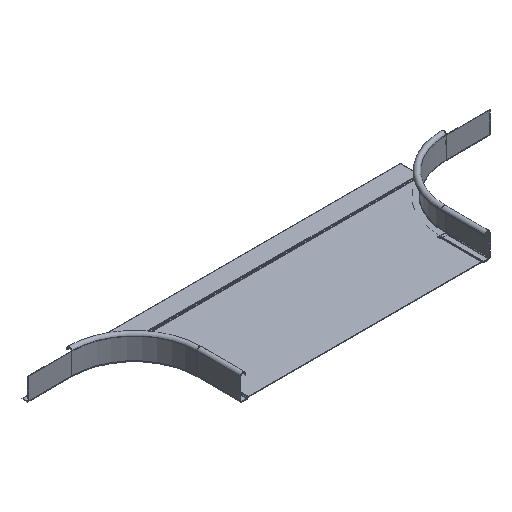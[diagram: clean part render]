
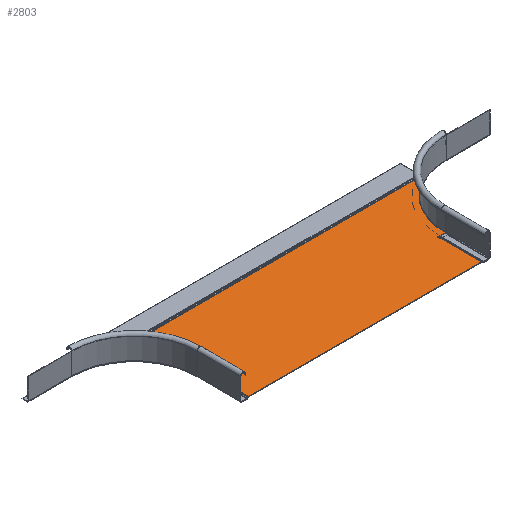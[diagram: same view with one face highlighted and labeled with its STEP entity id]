
A CAD part, isometric view. The second image highlights one B-rep face of the part: STEP entity #2803.
In plain terms, the highlighted planar face has unit normal (0, 0, 1).
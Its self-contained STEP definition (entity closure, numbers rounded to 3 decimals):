
#1949=DIRECTION('',(0.,1.,0.));
#1950=VECTOR('',#1949,100.);
#1951=CARTESIAN_POINT('',(280.214,0.,1.5));
#1952=LINE('',#1951,#1950);
#1953=DIRECTION('',(1.,0.,0.));
#1954=VECTOR('',#1953,560.429);
#1955=CARTESIAN_POINT('',(-280.214,0.,1.5));
#1956=LINE('',#1955,#1954);
#1957=DIRECTION('',(-1.,0.,0.));
#1958=VECTOR('',#1957,0.714);
#1959=CARTESIAN_POINT('',(-279.5,100.,1.5));
#1960=LINE('',#1959,#1958);
#1961=DIRECTION('',(0.,-1.,0.));
#1962=VECTOR('',#1961,5.);
#1963=CARTESIAN_POINT('',(-279.5,105.,1.5));
#1964=LINE('',#1963,#1962);
#1965=DIRECTION('',(1.,0.,0.));
#1966=VECTOR('',#1965,18.);
#1967=CARTESIAN_POINT('',(-297.5,105.,1.5));
#1968=LINE('',#1967,#1966);
#1969=CARTESIAN_POINT('',(-450.,105.,1.5));
#1970=DIRECTION('',(0.,0.,-1.));
#1971=DIRECTION('',(0.426,0.905,0.));
#1972=AXIS2_PLACEMENT_3D('',#1969,#1970,#1971);
#1974=DIRECTION('',(0.,-1.,0.));
#1975=VECTOR('',#1974,8.511);
#1976=CARTESIAN_POINT('',(-385.,251.464,1.5));
#1977=LINE('',#1976,#1975);
#1978=CARTESIAN_POINT('',(450.,105.,1.5));
#1979=DIRECTION('',(0.,0.,-1.));
#1980=DIRECTION('',(-1.,0.,0.));
#1981=AXIS2_PLACEMENT_3D('',#1978,#1979,#1980);
#2069=DIRECTION('',(0.,-1.,0.));
#2070=VECTOR('',#2069,100.);
#2071=CARTESIAN_POINT('',(-280.214,100.,1.5));
#2072=LINE('',#2071,#2070);
#2303=DIRECTION('',(0.,-1.,0.));
#2304=VECTOR('',#2303,8.511);
#2305=CARTESIAN_POINT('',(385.,251.464,1.5));
#2306=LINE('',#2305,#2304);
#2319=DIRECTION('',(-1.,0.,0.));
#2320=VECTOR('',#2319,18.);
#2321=CARTESIAN_POINT('',(297.5,105.,1.5));
#2322=LINE('',#2321,#2320);
#2327=DIRECTION('',(0.,-1.,0.));
#2328=VECTOR('',#2327,5.);
#2329=CARTESIAN_POINT('',(279.5,105.,1.5));
#2330=LINE('',#2329,#2328);
#2339=DIRECTION('',(1.,0.,0.));
#2340=VECTOR('',#2339,0.714);
#2341=CARTESIAN_POINT('',(279.5,100.,1.5));
#2342=LINE('',#2341,#2340);
#2403=DIRECTION('',(1.,0.,0.));
#2404=VECTOR('',#2403,770.);
#2405=CARTESIAN_POINT('',(-385.,251.464,1.5));
#2406=LINE('',#2405,#2404);
#2435=CARTESIAN_POINT('',(-280.214,100.,1.5));
#2436=VERTEX_POINT('',#2435);
#2437=CARTESIAN_POINT('',(-279.5,100.,1.5));
#2438=VERTEX_POINT('',#2437);
#2471=CARTESIAN_POINT('',(-280.214,0.,1.5));
#2472=VERTEX_POINT('',#2471);
#2473=CARTESIAN_POINT('',(280.214,0.,1.5));
#2474=VERTEX_POINT('',#2473);
#2475=CARTESIAN_POINT('',(-279.5,105.,1.5));
#2476=VERTEX_POINT('',#2475);
#2477=CARTESIAN_POINT('',(-297.5,105.,1.5));
#2478=VERTEX_POINT('',#2477);
#2479=CARTESIAN_POINT('',(-385.,242.954,1.5));
#2480=VERTEX_POINT('',#2479);
#2481=CARTESIAN_POINT('',(279.5,100.,1.5));
#2482=CARTESIAN_POINT('',(280.214,100.,1.5));
#2483=VERTEX_POINT('',#2481);
#2484=VERTEX_POINT('',#2482);
#2485=CARTESIAN_POINT('',(279.5,105.,1.5));
#2486=VERTEX_POINT('',#2485);
#2487=CARTESIAN_POINT('',(297.5,105.,1.5));
#2488=VERTEX_POINT('',#2487);
#2489=CARTESIAN_POINT('',(385.,242.954,1.5));
#2490=VERTEX_POINT('',#2489);
#2491=CARTESIAN_POINT('',(385.,251.464,1.5));
#2492=VERTEX_POINT('',#2491);
#2493=CARTESIAN_POINT('',(-385.,251.464,1.5));
#2494=VERTEX_POINT('',#2493);
#2770=CARTESIAN_POINT('',(385.,0.,1.5));
#2771=DIRECTION('',(0.,0.,1.));
#2772=DIRECTION('',(0.,-1.,0.));
#2773=AXIS2_PLACEMENT_3D('',#2770,#2771,#2772);
#2774=PLANE('',#2773);
#2775=ORIENTED_EDGE('',*,*,#2763,.F.);
#2777=ORIENTED_EDGE('',*,*,#2776,.F.);
#2779=ORIENTED_EDGE('',*,*,#2778,.F.);
#2780=ORIENTED_EDGE('',*,*,#2568,.F.);
#2782=ORIENTED_EDGE('',*,*,#2781,.F.);
#2784=ORIENTED_EDGE('',*,*,#2783,.F.);
#2786=ORIENTED_EDGE('',*,*,#2785,.F.);
#2788=ORIENTED_EDGE('',*,*,#2787,.F.);
#2790=ORIENTED_EDGE('',*,*,#2789,.T.);
#2792=ORIENTED_EDGE('',*,*,#2791,.T.);
#2794=ORIENTED_EDGE('',*,*,#2793,.F.);
#2796=ORIENTED_EDGE('',*,*,#2795,.T.);
#2798=ORIENTED_EDGE('',*,*,#2797,.T.);
#2800=ORIENTED_EDGE('',*,*,#2799,.T.);
#2801=EDGE_LOOP('',(#2775,#2777,#2779,#2780,#2782,#2784,#2786,#2788,#2790,#2792,
#2794,#2796,#2798,#2800));
#2802=FACE_OUTER_BOUND('',#2801,.F.);
#2803=ADVANCED_FACE('',(#2802),#2774,.T.);
#1973=CIRCLE('',#1972,152.5);
#1982=CIRCLE('',#1981,152.5);
#2568=EDGE_CURVE('',#2438,#2436,#1960,.T.);
#2763=EDGE_CURVE('',#2474,#2484,#1952,.T.);
#2776=EDGE_CURVE('',#2472,#2474,#1956,.T.);
#2778=EDGE_CURVE('',#2436,#2472,#2072,.T.);
#2781=EDGE_CURVE('',#2476,#2438,#1964,.T.);
#2783=EDGE_CURVE('',#2478,#2476,#1968,.T.);
#2785=EDGE_CURVE('',#2480,#2478,#1973,.T.);
#2787=EDGE_CURVE('',#2494,#2480,#1977,.T.);
#2789=EDGE_CURVE('',#2494,#2492,#2406,.T.);
#2791=EDGE_CURVE('',#2492,#2490,#2306,.T.);
#2793=EDGE_CURVE('',#2488,#2490,#1982,.T.);
#2795=EDGE_CURVE('',#2488,#2486,#2322,.T.);
#2797=EDGE_CURVE('',#2486,#2483,#2330,.T.);
#2799=EDGE_CURVE('',#2483,#2484,#2342,.T.);
